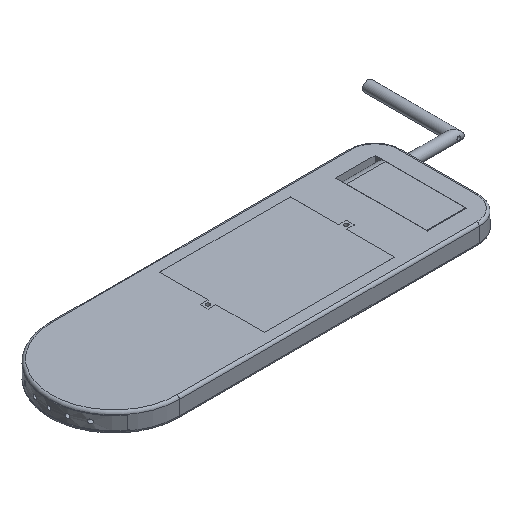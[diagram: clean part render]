
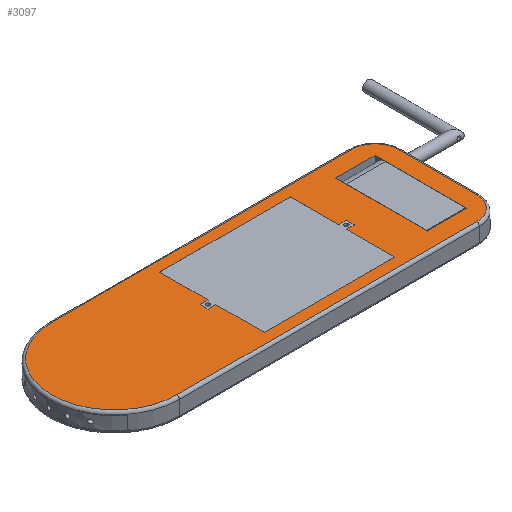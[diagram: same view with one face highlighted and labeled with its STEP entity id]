
A CAD part, isometric view. The second image highlights one B-rep face of the part: STEP entity #3097.
In plain terms, the highlighted planar face has unit normal (0, 0, 1).
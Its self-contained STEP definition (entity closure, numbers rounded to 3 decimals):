
#143=FACE_BOUND('',#550,.T.);
#144=FACE_BOUND('',#551,.T.);
#254=PLANE('',#3405);
#369=FACE_OUTER_BOUND('',#549,.T.);
#549=EDGE_LOOP('',(#2224,#2225,#2226,#2227,#2228,#2229));
#550=EDGE_LOOP('',(#2230,#2231,#2232,#2233));
#551=EDGE_LOOP('',(#2234,#2235,#2236,#2237,#2238,#2239,#2240,#2241,#2242,
#2243,#2244,#2245));
#765=LINE('',#4605,#1027);
#767=LINE('',#4626,#1029);
#768=LINE('',#4636,#1030);
#773=LINE('',#4662,#1035);
#774=LINE('',#4664,#1036);
#775=LINE('',#4666,#1037);
#776=LINE('',#4667,#1038);
#777=LINE('',#4670,#1039);
#778=LINE('',#4672,#1040);
#779=LINE('',#4674,#1041);
#780=LINE('',#4676,#1042);
#781=LINE('',#4678,#1043);
#782=LINE('',#4680,#1044);
#783=LINE('',#4682,#1045);
#784=LINE('',#4684,#1046);
#785=LINE('',#4686,#1047);
#786=LINE('',#4688,#1048);
#787=LINE('',#4690,#1049);
#788=LINE('',#4691,#1050);
#1027=VECTOR('',#3750,10.);
#1029=VECTOR('',#3762,10.);
#1030=VECTOR('',#3775,10.);
#1035=VECTOR('',#3794,10.);
#1036=VECTOR('',#3795,10.);
#1037=VECTOR('',#3796,10.);
#1038=VECTOR('',#3797,10.);
#1039=VECTOR('',#3798,10.);
#1040=VECTOR('',#3799,10.);
#1041=VECTOR('',#3800,10.);
#1042=VECTOR('',#3801,10.);
#1043=VECTOR('',#3802,10.);
#1044=VECTOR('',#3803,10.);
#1045=VECTOR('',#3804,10.);
#1046=VECTOR('',#3805,10.);
#1047=VECTOR('',#3806,10.);
#1048=VECTOR('',#3807,10.);
#1049=VECTOR('',#3808,10.);
#1050=VECTOR('',#3809,10.);
#1290=CIRCLE('',#3390,18.);
#1293=CIRCLE('',#3395,18.);
#1296=CIRCLE('',#3400,48.);
#1397=VERTEX_POINT('',#4601);
#1398=VERTEX_POINT('',#4603);
#1399=VERTEX_POINT('',#4607);
#1402=VERTEX_POINT('',#4624);
#1404=VERTEX_POINT('',#4629);
#1405=VERTEX_POINT('',#4634);
#1408=VERTEX_POINT('',#4660);
#1409=VERTEX_POINT('',#4661);
#1410=VERTEX_POINT('',#4663);
#1411=VERTEX_POINT('',#4665);
#1412=VERTEX_POINT('',#4668);
#1413=VERTEX_POINT('',#4669);
#1414=VERTEX_POINT('',#4671);
#1415=VERTEX_POINT('',#4673);
#1416=VERTEX_POINT('',#4675);
#1417=VERTEX_POINT('',#4677);
#1418=VERTEX_POINT('',#4679);
#1419=VERTEX_POINT('',#4681);
#1420=VERTEX_POINT('',#4683);
#1421=VERTEX_POINT('',#4685);
#1422=VERTEX_POINT('',#4687);
#1423=VERTEX_POINT('',#4689);
#1713=EDGE_CURVE('',#1398,#1397,#765,.T.);
#1715=EDGE_CURVE('',#1399,#1398,#1290,.T.);
#1719=EDGE_CURVE('',#1402,#1399,#767,.T.);
#1721=EDGE_CURVE('',#1404,#1402,#1293,.T.);
#1724=EDGE_CURVE('',#1405,#1404,#768,.T.);
#1726=EDGE_CURVE('',#1397,#1405,#1296,.T.);
#1732=EDGE_CURVE('',#1408,#1409,#773,.T.);
#1733=EDGE_CURVE('',#1409,#1410,#774,.T.);
#1734=EDGE_CURVE('',#1410,#1411,#775,.T.);
#1735=EDGE_CURVE('',#1411,#1408,#776,.T.);
#1736=EDGE_CURVE('',#1412,#1413,#777,.T.);
#1737=EDGE_CURVE('',#1413,#1414,#778,.T.);
#1738=EDGE_CURVE('',#1414,#1415,#779,.T.);
#1739=EDGE_CURVE('',#1415,#1416,#780,.T.);
#1740=EDGE_CURVE('',#1416,#1417,#781,.T.);
#1741=EDGE_CURVE('',#1417,#1418,#782,.T.);
#1742=EDGE_CURVE('',#1418,#1419,#783,.T.);
#1743=EDGE_CURVE('',#1419,#1420,#784,.T.);
#1744=EDGE_CURVE('',#1420,#1421,#785,.T.);
#1745=EDGE_CURVE('',#1421,#1422,#786,.T.);
#1746=EDGE_CURVE('',#1422,#1423,#787,.T.);
#1747=EDGE_CURVE('',#1423,#1412,#788,.T.);
#2224=ORIENTED_EDGE('',*,*,#1713,.F.);
#2225=ORIENTED_EDGE('',*,*,#1715,.F.);
#2226=ORIENTED_EDGE('',*,*,#1719,.F.);
#2227=ORIENTED_EDGE('',*,*,#1721,.F.);
#2228=ORIENTED_EDGE('',*,*,#1724,.F.);
#2229=ORIENTED_EDGE('',*,*,#1726,.F.);
#2230=ORIENTED_EDGE('',*,*,#1732,.T.);
#2231=ORIENTED_EDGE('',*,*,#1733,.T.);
#2232=ORIENTED_EDGE('',*,*,#1734,.T.);
#2233=ORIENTED_EDGE('',*,*,#1735,.T.);
#2234=ORIENTED_EDGE('',*,*,#1736,.T.);
#2235=ORIENTED_EDGE('',*,*,#1737,.T.);
#2236=ORIENTED_EDGE('',*,*,#1738,.T.);
#2237=ORIENTED_EDGE('',*,*,#1739,.T.);
#2238=ORIENTED_EDGE('',*,*,#1740,.T.);
#2239=ORIENTED_EDGE('',*,*,#1741,.T.);
#2240=ORIENTED_EDGE('',*,*,#1742,.T.);
#2241=ORIENTED_EDGE('',*,*,#1743,.T.);
#2242=ORIENTED_EDGE('',*,*,#1744,.T.);
#2243=ORIENTED_EDGE('',*,*,#1745,.T.);
#2244=ORIENTED_EDGE('',*,*,#1746,.T.);
#2245=ORIENTED_EDGE('',*,*,#1747,.T.);
#3097=ADVANCED_FACE('',(#369,#143,#144),#254,.T.);
#3390=AXIS2_PLACEMENT_3D('',#4609,#3755,#3756);
#3395=AXIS2_PLACEMENT_3D('',#4631,#3767,#3768);
#3400=AXIS2_PLACEMENT_3D('',#4639,#3779,#3780);
#3405=AXIS2_PLACEMENT_3D('',#4659,#3792,#3793);
#3750=DIRECTION('',(-1.,0.,0.));
#3755=DIRECTION('center_axis',(0.,0.,-1.));
#3756=DIRECTION('ref_axis',(0.707,-0.707,0.));
#3762=DIRECTION('',(0.,-1.,0.));
#3767=DIRECTION('center_axis',(0.,0.,-1.));
#3768=DIRECTION('ref_axis',(0.707,0.707,0.));
#3775=DIRECTION('',(1.,0.,0.));
#3779=DIRECTION('center_axis',(0.,0.,-1.));
#3780=DIRECTION('ref_axis',(-1.,0.,0.));
#3792=DIRECTION('center_axis',(0.,0.,1.));
#3793=DIRECTION('ref_axis',(1.,0.,0.));
#3794=DIRECTION('',(0.,1.,0.));
#3795=DIRECTION('',(1.,0.,0.));
#3796=DIRECTION('',(0.,-1.,0.));
#3797=DIRECTION('',(-1.,0.,0.));
#3798=DIRECTION('',(-1.,0.,0.));
#3799=DIRECTION('',(0.,-1.,0.));
#3800=DIRECTION('',(-1.,0.,0.));
#3801=DIRECTION('',(0.,1.,0.));
#3802=DIRECTION('',(-1.,0.,0.));
#3803=DIRECTION('',(0.,1.,0.));
#3804=DIRECTION('',(1.,0.,0.));
#3805=DIRECTION('',(0.,1.,0.));
#3806=DIRECTION('',(1.,0.,0.));
#3807=DIRECTION('',(0.,-1.,0.));
#3808=DIRECTION('',(1.,0.,0.));
#3809=DIRECTION('',(0.,-1.,0.));
#4601=CARTESIAN_POINT('',(-100.,-48.,15.));
#4603=CARTESIAN_POINT('',(130.,-48.,15.));
#4605=CARTESIAN_POINT('',(-75.,-48.,15.));
#4607=CARTESIAN_POINT('',(148.,-30.,15.));
#4609=CARTESIAN_POINT('Origin',(130.,-30.,15.));
#4624=CARTESIAN_POINT('',(148.,30.,15.));
#4626=CARTESIAN_POINT('',(148.,-25.,15.));
#4629=CARTESIAN_POINT('',(130.,48.,15.));
#4631=CARTESIAN_POINT('Origin',(130.,30.,15.));
#4634=CARTESIAN_POINT('',(-100.,48.,15.));
#4636=CARTESIAN_POINT('',(75.,48.,15.));
#4639=CARTESIAN_POINT('Origin',(-100.,0.,15.));
#4659=CARTESIAN_POINT('Origin',(0.,0.,15.));
#4660=CARTESIAN_POINT('',(105.,-35.,15.));
#4661=CARTESIAN_POINT('',(105.,35.,15.));
#4662=CARTESIAN_POINT('',(105.,-17.5,15.));
#4663=CARTESIAN_POINT('',(135.,35.,15.));
#4664=CARTESIAN_POINT('',(52.5,35.,15.));
#4665=CARTESIAN_POINT('',(135.,-35.,15.));
#4666=CARTESIAN_POINT('',(135.,17.5,15.));
#4667=CARTESIAN_POINT('',(67.5,-35.,15.));
#4668=CARTESIAN_POINT('',(81.,-3.,15.));
#4669=CARTESIAN_POINT('',(75.,-3.,15.));
#4670=CARTESIAN_POINT('',(37.5,-3.,15.));
#4671=CARTESIAN_POINT('',(75.,-40.,15.));
#4672=CARTESIAN_POINT('',(75.,20.,15.));
#4673=CARTESIAN_POINT('',(-25.,-40.,15.));
#4674=CARTESIAN_POINT('',(37.5,-40.,15.));
#4675=CARTESIAN_POINT('',(-25.,-3.,15.));
#4676=CARTESIAN_POINT('',(-25.,-20.,15.));
#4677=CARTESIAN_POINT('',(-31.,-3.,15.));
#4678=CARTESIAN_POINT('',(-12.5,-3.,15.));
#4679=CARTESIAN_POINT('',(-31.,3.,15.));
#4680=CARTESIAN_POINT('',(-31.,0.,15.));
#4681=CARTESIAN_POINT('',(-25.,3.,15.));
#4682=CARTESIAN_POINT('',(-12.5,3.,15.));
#4683=CARTESIAN_POINT('',(-25.,40.,15.));
#4684=CARTESIAN_POINT('',(-25.,-20.,15.));
#4685=CARTESIAN_POINT('',(75.,40.,15.));
#4686=CARTESIAN_POINT('',(-12.5,40.,15.));
#4687=CARTESIAN_POINT('',(75.,3.,15.));
#4688=CARTESIAN_POINT('',(75.,20.,15.));
#4689=CARTESIAN_POINT('',(81.,3.,15.));
#4690=CARTESIAN_POINT('',(37.5,3.,15.));
#4691=CARTESIAN_POINT('',(81.,0.,15.));
